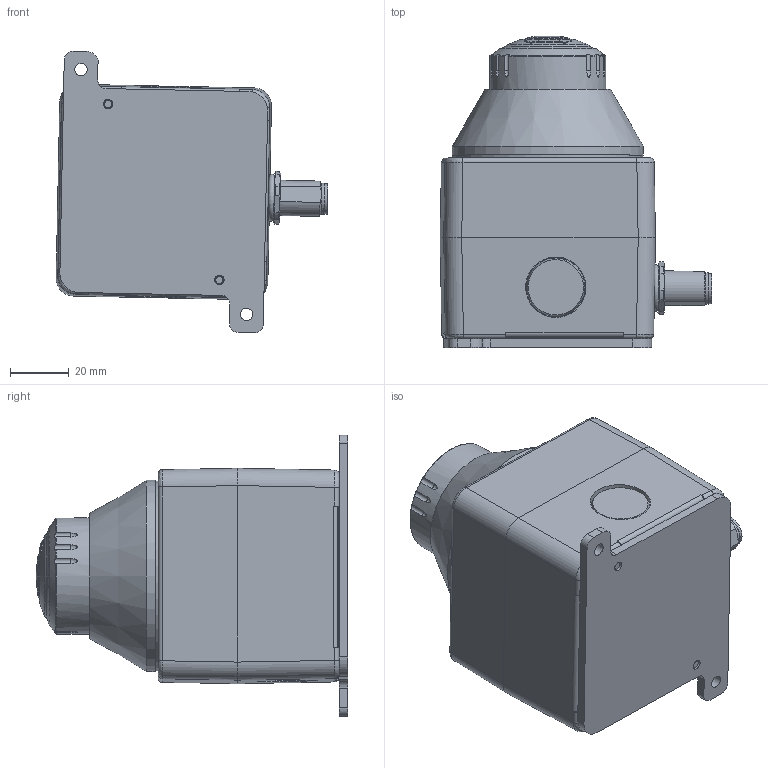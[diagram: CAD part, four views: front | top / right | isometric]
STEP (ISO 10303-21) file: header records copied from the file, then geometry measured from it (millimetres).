
FILE_DESCRIPTION(/* description */ (''),/* implementation_level */ '2;1');
FILE_NAME(/* name */ 'SIL_QRBDUVOOM125_ipt.stp',/* time_stamp */ '2019-12-05T14:38:17+01:00',/* author */ ('thagel'),/* organization */ (''),/* preprocessor_version */ 'ST-DEVELOPER v17.2',/* originating_system */ 'Autodesk Inventor 2019',/* authorisation */ '');
FILE_SCHEMA (('AUTOMOTIVE_DESIGN { 1 0 10303 214 3 1 1 }'));
Products named in the file (1): SIL_QRBDUVOOM125
Bounding box: 92.39 x 105.98 x 95.77 mm (x, y, z)
Volume: 344420.7 mm3; surface area: 99044.2 mm2
Topology: 1 solids, 30 shells, 2053 faces, 5606 edges, 3668 vertices
Faces by surface type: plane 1267, cylinder 396, bspline 196, torus 91, cone 87, sphere 16
Full cylindrical faces by diameter (mm): 0.159 x1, 0.162 x1, 1 x5, 1.4 x5, 2.2 x5, 2.75 x2, 2.8 x4, 3 x2, 3.242 x2, 4.2 x2, 5 x4, 5.891 x1, 6 x1, 7 x4, 7.225 x1, 7.6 x4, 8 x4, 10.3 x1, 10.7 x1, 13 x1, 15.8 x1, 16.2 x1, 20.5 x2, 37.467 x1, 38.9 x1, 39.5 x1, 40.05 x2, 44.521 x1, 64.75 x1, 65 x1
Entity records: 74998 total; most frequent: CARTESIAN_POINT 23617, ORIENTED_EDGE 11222, DIRECTION 9997, EDGE_CURVE 5611, VERTEX_POINT 3665, LINE 3535, VECTOR 3535, AXIS2_PLACEMENT_3D 3231
